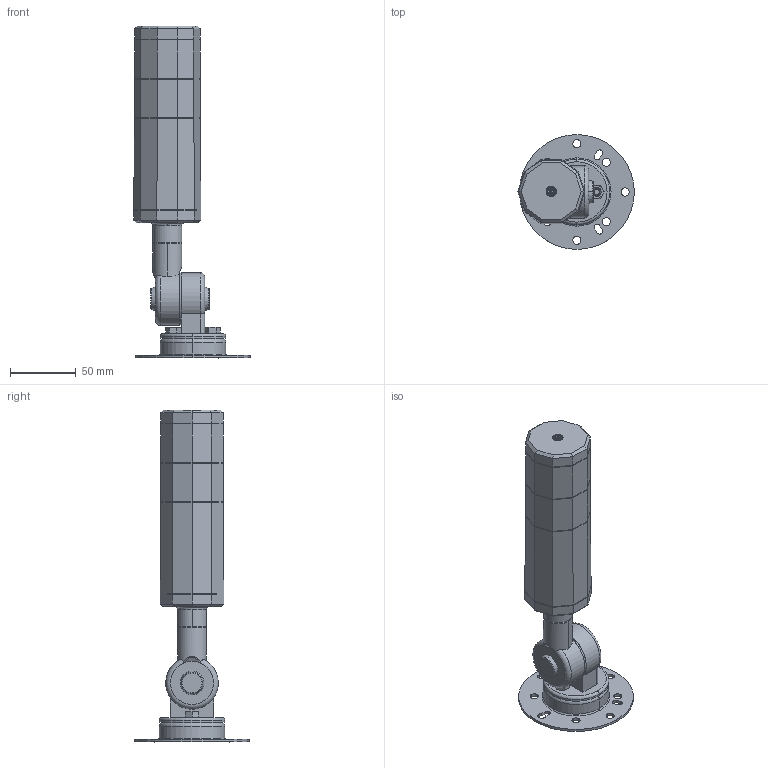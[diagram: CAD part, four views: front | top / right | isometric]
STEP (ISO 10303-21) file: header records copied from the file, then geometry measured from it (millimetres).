
FILE_DESCRIPTION((''),'2;1');
FILE_NAME('NLA50DC-2B4D SERIES.stp','2023-12-13T16:34:41',(''),(''),'Mechanical Desktop 2011','Mechanical Desktop 2011',', , ');
FILE_SCHEMA(('CONFIG_CONTROL_DESIGN'));
Length unit declared in the file: millimetre
Products named in the file (1): Product
Bounding box: 88.86 x 87.5 x 253 mm (x, y, z)
Volume: 365031.2 mm3; surface area: 80428.3 mm2
Topology: 23 solids, 23 shells, 467 faces, 1136 edges, 728 vertices
Faces by surface type: plane 252, cylinder 86, bspline 77, cone 28, torus 18, sphere 6
Entity records: 15412 total; most frequent: CARTESIAN_POINT 4511, ORIENTED_EDGE 2272, DIRECTION 2160, EDGE_CURVE 1136, AXIS2_PLACEMENT_3D 737, VERTEX_POINT 728, VECTOR 686, LINE 686
